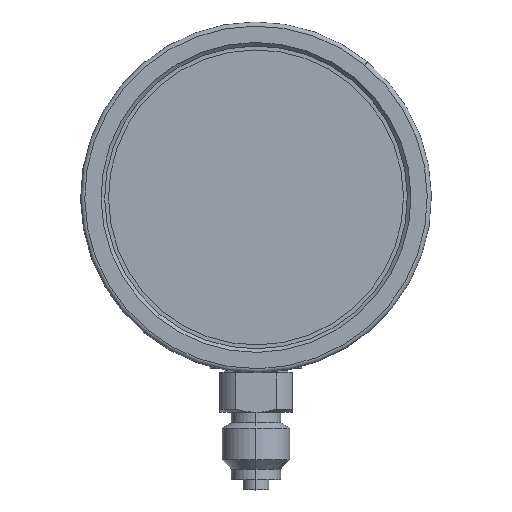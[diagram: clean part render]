
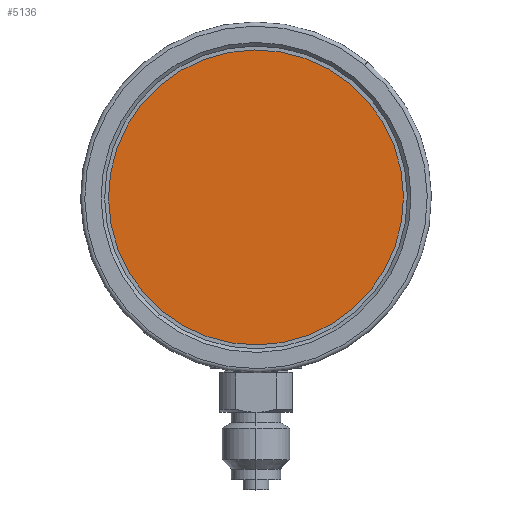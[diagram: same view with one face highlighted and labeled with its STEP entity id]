
A CAD part, top view. The second image highlights one B-rep face of the part: STEP entity #5136.
In plain terms, the highlighted planar face has unit normal (0, 0, 1).
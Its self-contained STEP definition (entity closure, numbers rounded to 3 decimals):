
#646 = EDGE_CURVE ( 'NONE', #15461, #1178, #13107, .T. ) ;
#948 = CARTESIAN_POINT ( 'NONE',  ( 43.354, 37.694, 49.649 ) ) ;
#1125 = CARTESIAN_POINT ( 'NONE',  ( 43.354, 37.694, 49.649 ) ) ;
#1178 = VERTEX_POINT ( 'NONE', #6953 ) ;
#1516 = DIRECTION ( 'NONE',  ( 0.948, -0.317, 0. ) ) ;
#3373 = DIRECTION ( 'NONE',  ( 0., 0., -1. ) ) ;
#3919 = CARTESIAN_POINT ( 'NONE',  ( 33.713, 8.863, 49.649 ) ) ;
#4660 = DIRECTION ( 'NONE',  ( 0.948, -0.317, 0. ) ) ;
#5136 = ADVANCED_FACE ( 'NONE', ( #13313 ), #7397, .F. ) ;
#5559 = DIRECTION ( 'NONE',  ( 0., 0., -1. ) ) ;
#6177 = DIRECTION ( 'NONE',  ( 0., 0., -1. ) ) ;
#6953 = CARTESIAN_POINT ( 'NONE',  ( 14.523, 47.334, 49.649 ) ) ;
#7110 = EDGE_LOOP ( 'NONE', ( #9755, #14089 ) ) ;
#7397 = PLANE ( 'NONE',  #7476 ) ;
#7476 = AXIS2_PLACEMENT_3D ( 'NONE', #3919, #6177, #1516 ) ;
#9464 = EDGE_CURVE ( 'NONE', #1178, #15461, #11651, .T. ) ;
#9561 = AXIS2_PLACEMENT_3D ( 'NONE', #1125, #3373, #4660 ) ;
#9755 = ORIENTED_EDGE ( 'NONE', *, *, #9464, .F. ) ;
#10536 = CARTESIAN_POINT ( 'NONE',  ( 72.185, 28.053, 49.649 ) ) ;
#11651 = CIRCLE ( 'NONE', #9561, 30.4 ) ;
#12731 = AXIS2_PLACEMENT_3D ( 'NONE', #948, #5559, #14084 ) ;
#13107 = CIRCLE ( 'NONE', #12731, 30.4 ) ;
#13313 = FACE_OUTER_BOUND ( 'NONE', #7110, .T. ) ;
#14084 = DIRECTION ( 'NONE',  ( 0.948, -0.317, 0. ) ) ;
#14089 = ORIENTED_EDGE ( 'NONE', *, *, #646, .F. ) ;
#15461 = VERTEX_POINT ( 'NONE', #10536 ) ;
